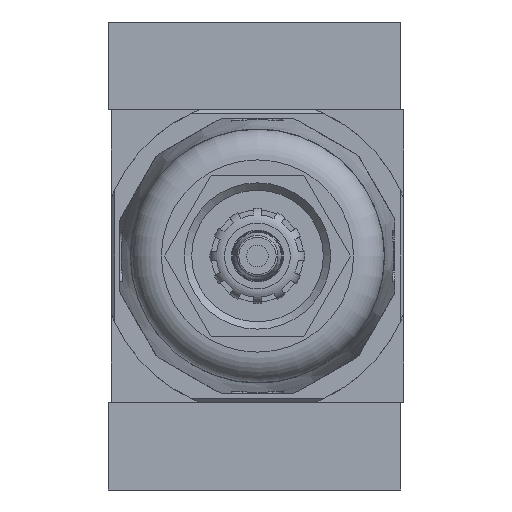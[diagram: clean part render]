
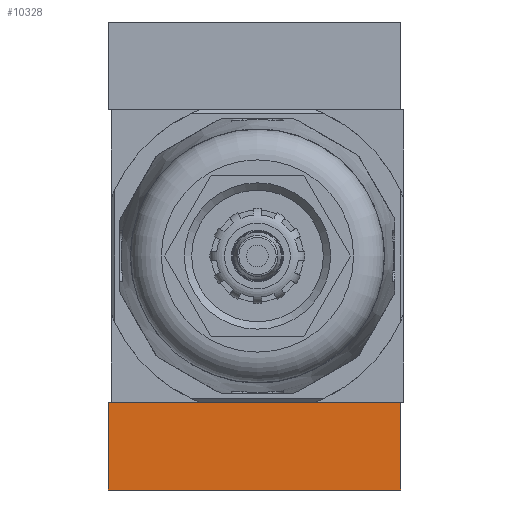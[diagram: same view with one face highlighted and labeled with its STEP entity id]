
A CAD part, front view. The second image highlights one B-rep face of the part: STEP entity #10328.
In plain terms, the highlighted face is planar.
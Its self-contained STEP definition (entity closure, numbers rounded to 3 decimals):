
#586=LINE('',#16127,#1138);
#591=LINE('',#16141,#1143);
#593=LINE('',#16145,#1145);
#594=LINE('',#16146,#1146);
#1138=VECTOR('',#12995,1000.);
#1143=VECTOR('',#13008,1000.);
#1145=VECTOR('',#13012,1000.);
#1146=VECTOR('',#13013,1000.);
#1532=PLANE('',#11138);
#3263=ORIENTED_EDGE('',*,*,#4892,.T.);
#3264=ORIENTED_EDGE('',*,*,#4883,.F.);
#3265=ORIENTED_EDGE('',*,*,#4893,.F.);
#3266=ORIENTED_EDGE('',*,*,#4890,.T.);
#4883=EDGE_CURVE('',#5839,#5836,#586,.T.);
#4890=EDGE_CURVE('',#5845,#5844,#591,.T.);
#4892=EDGE_CURVE('',#5844,#5836,#593,.T.);
#4893=EDGE_CURVE('',#5845,#5839,#594,.T.);
#5836=VERTEX_POINT('',#16121);
#5839=VERTEX_POINT('',#16126);
#5844=VERTEX_POINT('',#16140);
#5845=VERTEX_POINT('',#16142);
#6965=EDGE_LOOP('',(#3263,#3264,#3265,#3266));
#7633=FACE_BOUND('',#6965,.T.);
#10328=ADVANCED_FACE('',(#7633),#1532,.F.);
#11138=AXIS2_PLACEMENT_3D('',#16144,#13010,#13011);
#12995=DIRECTION('',(0.,0.,-1.));
#13008=DIRECTION('',(0.,0.,-1.));
#13010=DIRECTION('',(0.,-1.,0.));
#13011=DIRECTION('',(0.,0.,-1.));
#13012=DIRECTION('',(-1.,0.,0.));
#13013=DIRECTION('',(-1.,0.,0.));
#16121=CARTESIAN_POINT('',(-20.,10.,-6.));
#16126=CARTESIAN_POINT('',(-20.,10.,6.));
#16127=CARTESIAN_POINT('',(-20.,10.,6.));
#16140=CARTESIAN_POINT('',(20.,10.,-6.));
#16141=CARTESIAN_POINT('',(20.,10.,6.));
#16142=CARTESIAN_POINT('',(20.,10.,6.));
#16144=CARTESIAN_POINT('',(20.,10.,6.));
#16145=CARTESIAN_POINT('',(20.,10.,-6.));
#16146=CARTESIAN_POINT('',(20.,10.,6.));
